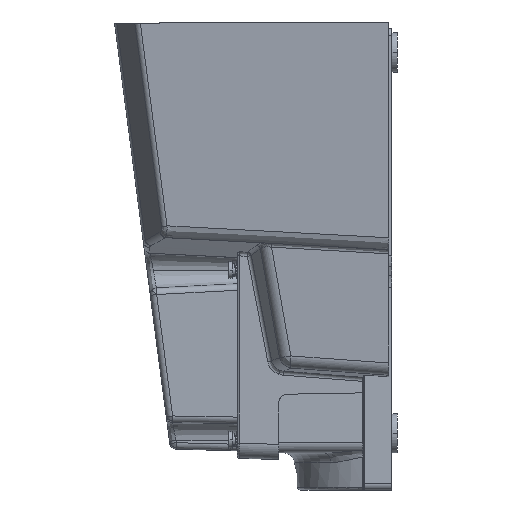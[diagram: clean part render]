
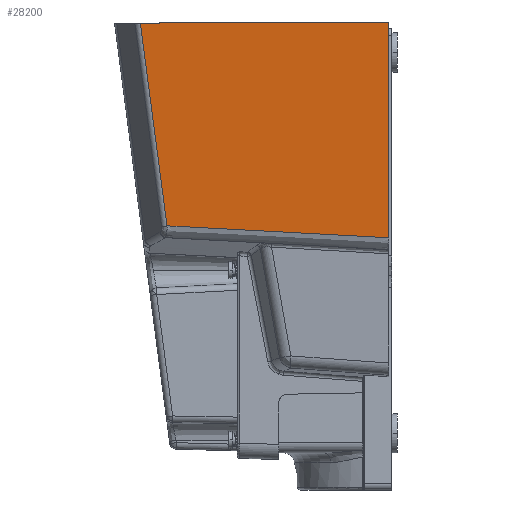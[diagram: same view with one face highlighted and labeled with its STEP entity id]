
A CAD part, left-side view. The second image highlights one B-rep face of the part: STEP entity #28200.
In plain terms, the highlighted face is planar.
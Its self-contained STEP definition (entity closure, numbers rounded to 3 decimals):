
#3255 = CARTESIAN_POINT ( 'NONE',  ( -67.136, -3.006, 53.993 ) ) ;
#5478 = LINE ( 'NONE', #73813, #57111 ) ;
#5505 = ORIENTED_EDGE ( 'NONE', *, *, #98454, .F. ) ;
#11593 = CARTESIAN_POINT ( 'NONE',  ( -75., -99., 0. ) ) ;
#13039 = CARTESIAN_POINT ( 'NONE',  ( -67.397, -2.726, 48.731 ) ) ;
#14122 = EDGE_CURVE ( 'NONE', #109143, #40542, #5478, .T. ) ;
#14460 = VECTOR ( 'NONE', #41733, 1000. ) ;
#18689 = ORIENTED_EDGE ( 'NONE', *, *, #75571, .T. ) ;
#22825 = CARTESIAN_POINT ( 'NONE',  ( -68.32, -1.729, 30.155 ) ) ;
#24832 = VERTEX_POINT ( 'NONE', #42920 ) ;
#26249 = CARTESIAN_POINT ( 'NONE',  ( -75., -99., 0. ) ) ;
#28200 = ADVANCED_FACE ( 'NONE', ( #78911 ), #76280, .T. ) ;
#32593 = CARTESIAN_POINT ( 'NONE',  ( -69.807, 0.095, 0. ) ) ;
#33931 = VERTEX_POINT ( 'NONE', #90509 ) ;
#37771 = DIRECTION ( 'NONE',  ( 0.052, 0., 0.999 ) ) ;
#40542 = VERTEX_POINT ( 'NONE', #94496 ) ;
#41733 = DIRECTION ( 'NONE',  ( -0.045, -0.99, 0.13 ) ) ;
#41943 = CARTESIAN_POINT ( 'NONE',  ( -64.747, -5.37, 101.866 ) ) ;
#42920 = CARTESIAN_POINT ( 'NONE',  ( -69.807, 0.095, 0. ) ) ;
#44525 = EDGE_CURVE ( 'NONE', #24832, #109143, #98725, .T. ) ;
#50230 = CARTESIAN_POINT ( 'NONE',  ( -69.807, 0.095, 0. ) ) ;
#57111 = VECTOR ( 'NONE', #121841, 1000. ) ;
#61419 = CARTESIAN_POINT ( 'NONE',  ( -66.761, -3.399, 61.534 ) ) ;
#68231 = ORIENTED_EDGE ( 'NONE', *, *, #14122, .T. ) ;
#69689 = CARTESIAN_POINT ( 'NONE',  ( -73.269, -65.968, 0. ) ) ;
#71125 = CARTESIAN_POINT ( 'NONE',  ( -67.293, -2.838, 50.827 ) ) ;
#73813 = CARTESIAN_POINT ( 'NONE',  ( -75., -99., 0. ) ) ;
#75571 = EDGE_CURVE ( 'NONE', #33931, #24832, #80229, .T. ) ;
#76280 = PLANE ( 'NONE',  #109207 ) ;
#78911 = FACE_OUTER_BOUND ( 'NONE', #94445, .T. ) ;
#80229 = B_SPLINE_CURVE_WITH_KNOTS ( 'NONE', 3,
 ( #41943, #99806, #119131, #61419, #3255, #71125, #13039, #80794, #22825, #90523, #32593 ),
 .UNSPECIFIED., .F., .F.,
 ( 4, 1, 1, 1, 2, 2, 4 ),
 ( 0., 0.25, 0.375, 0.437, 0.469, 0.5, 1. ),
 .UNSPECIFIED. ) ;
#80794 = CARTESIAN_POINT ( 'NONE',  ( -67.449, -2.671, 47.688 ) ) ;
#85996 = CARTESIAN_POINT ( 'NONE',  ( -64.623, 99., 0. ) ) ;
#90509 = CARTESIAN_POINT ( 'NONE',  ( -64.747, -5.37, 101.866 ) ) ;
#90523 = CARTESIAN_POINT ( 'NONE',  ( -69.089, -0.825, 14.602 ) ) ;
#94445 = EDGE_LOOP ( 'NONE', ( #121804, #68231, #5505, #18689 ) ) ;
#94496 = CARTESIAN_POINT ( 'NONE',  ( -68.986, -98.502, 114.095 ) ) ;
#95646 = DIRECTION ( 'NONE',  ( -0.997, 0.052, 0.052 ) ) ;
#98454 = EDGE_CURVE ( 'NONE', #33931, #40542, #117320, .T. ) ;
#98725 = B_SPLINE_CURVE_WITH_KNOTS ( 'NONE', 3,
 ( #50230, #108013, #69689, #11593 ),
 .UNSPECIFIED., .F., .F.,
 ( 4, 4 ),
 ( 0., 1. ),
 .UNSPECIFIED. ) ;
#99806 = CARTESIAN_POINT ( 'NONE',  ( -65.254, -4.896, 91.731 ) ) ;
#108013 = CARTESIAN_POINT ( 'NONE',  ( -71.538, -32.937, 0. ) ) ;
#109143 = VERTEX_POINT ( 'NONE', #26249 ) ;
#109207 = AXIS2_PLACEMENT_3D ( 'NONE', #85996, #95646, #37771 ) ;
#117320 = LINE ( 'NONE', #118927, #14460 ) ;
#118927 = CARTESIAN_POINT ( 'NONE',  ( -59.489, 110.151, 86.696 ) ) ;
#119131 = CARTESIAN_POINT ( 'NONE',  ( -65.979, -4.196, 77.228 ) ) ;
#121804 = ORIENTED_EDGE ( 'NONE', *, *, #44525, .T. ) ;
#121841 = DIRECTION ( 'NONE',  ( 0.053, 0.004, 0.999 ) ) ;
